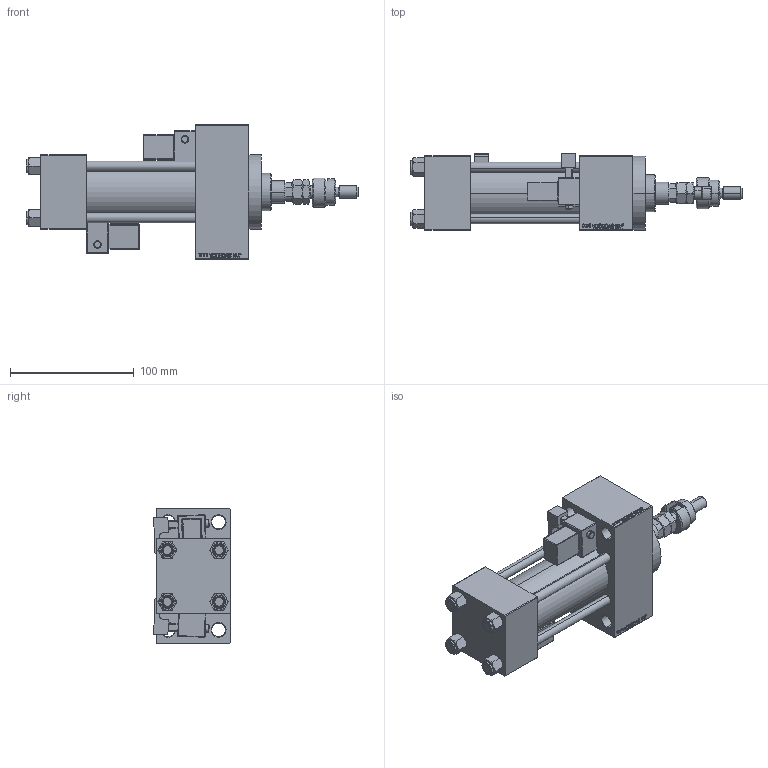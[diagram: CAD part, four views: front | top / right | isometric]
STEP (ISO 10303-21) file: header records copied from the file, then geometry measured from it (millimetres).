
FILE_DESCRIPTION (( 'STEP AP203' ), '1' );
FILE_NAME ('31ab.STEP', '2025-03-25T12:28:36', ( '' ), ( '' ), 'SwSTEP 2.0', 'SolidWorks 2019', '' );
FILE_SCHEMA (( 'CONFIG_CONTROL_DESIGN' ));
Length unit declared in the file: millimetre
Products named in the file (10): MFA 5a5548b71fe30d30142e3c86a88ddbb7; V215_VC_A 5a5548b71fe30d30142e3c86a88ddbb7; V215CR_VCP_D 5a5548b71fe30d30142e3c86a88ddbb7; V215CR_MSU 5a5548b71fe30d30142e3c86a88ddbb7; V215CR_D_Body 5a5548b71fe30d30142e3c86a88ddbb7; FEMALE_PART_FOR_DFA 5a5548b71fe30d30142e3c86a88ddbb7; NUT_M5_D 5a5548b71fe30d30142e3c86a88ddbb7; 31ab; DFA 5a5548b71fe30d30142e3c86a88ddbb7; V215CR_D_TYCINKA 5a5548b71fe30d30142e3c86a88ddbb7
Assembly tree (16 placements, depth 3):
  31ab
    V215CR_D_Body 5a5548b71fe30d30142e3c86a88ddbb7
    V215CR_VCP_D 5a5548b71fe30d30142e3c86a88ddbb7
    NUT_M5_D 5a5548b71fe30d30142e3c86a88ddbb7  x4
    V215CR_D_TYCINKA 5a5548b71fe30d30142e3c86a88ddbb7  x4
    V215_VC_A 5a5548b71fe30d30142e3c86a88ddbb7
    DFA 5a5548b71fe30d30142e3c86a88ddbb7
      FEMALE_PART_FOR_DFA 5a5548b71fe30d30142e3c86a88ddbb7
      MFA 5a5548b71fe30d30142e3c86a88ddbb7
    V215CR_MSU 5a5548b71fe30d30142e3c86a88ddbb7  x2
Bounding box: 268 x 61.9 x 109 mm (x, y, z)
Volume: 596220.8 mm3; surface area: 151617 mm2
Topology: 15 solids, 15 shells, 1344 faces, 3296 edges, 2079 vertices
Faces by surface type: plane 584, bspline 368, cone 182, cylinder 162, torus 24, sphere 24
Entity records: 52266 total; most frequent: CARTESIAN_POINT 26125, ORIENTED_EDGE 5702, DIRECTION 3975, EDGE_CURVE 2851, VERTEX_POINT 1839, LINE 1663, VECTOR 1663, EDGE_LOOP 1284
